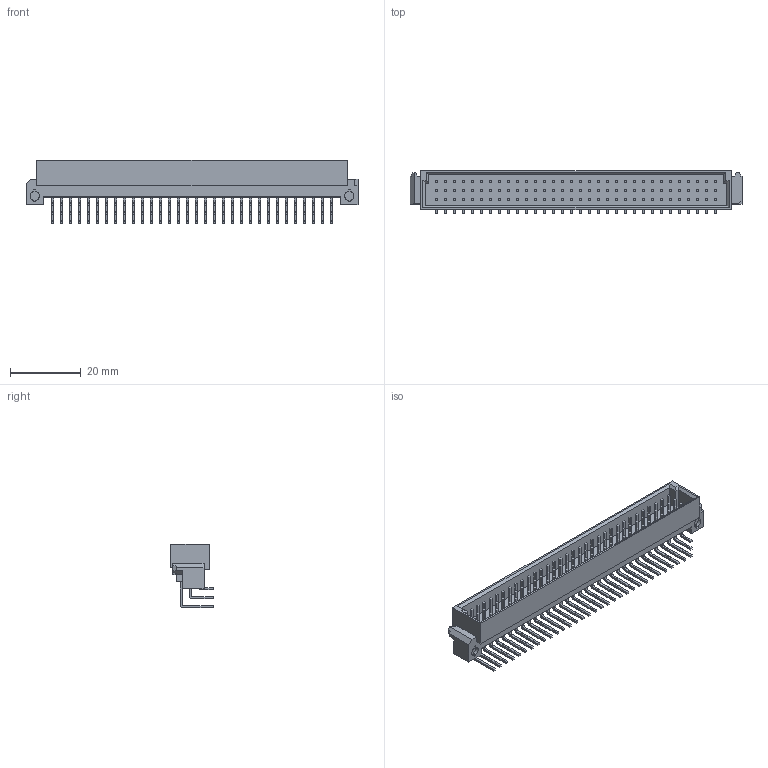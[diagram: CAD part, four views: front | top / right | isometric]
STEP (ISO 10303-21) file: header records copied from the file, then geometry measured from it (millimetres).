
FILE_DESCRIPTION((''),'2;1');
FILE_NAME('C-650473-5','2014-01-21T',('workeradm'),('Tyco Electronics Ltd.'),'PRO/ENGINEER BY PARAMETRIC TECHNOLOGY CORPORATION, 2013050','PRO/ENGINEER BY PARAMETRIC TECHNOLOGY CORPORATION, 2013050','');
FILE_SCHEMA(('AUTOMOTIVE_DESIGN { 1 0 10303 214 1 1 1 1 }'));
Length unit declared in the file: millimetre
Products named in the file (1): C-650473-5
Bounding box: 93.85 x 12.07 x 18.02 mm (x, y, z)
Volume: 5481.1 mm3; surface area: 9100.1 mm2
Topology: 1 solids, 1 shells, 1831 faces, 4841 edges, 3224 vertices
Faces by surface type: plane 1631, cylinder 200
Entity records: 55991 total; most frequent: CARTESIAN_POINT 9898, ORIENTED_EDGE 9682, DIRECTION 8903, EDGE_CURVE 4841, VECTOR 4441, LINE 4441, VERTEX_POINT 3224, AXIS2_PLACEMENT_3D 2231
